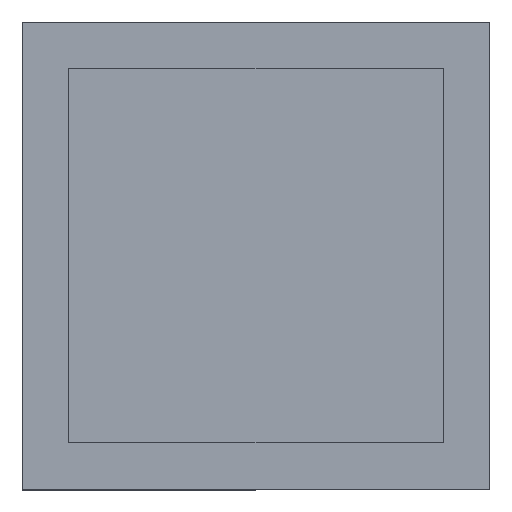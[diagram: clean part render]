
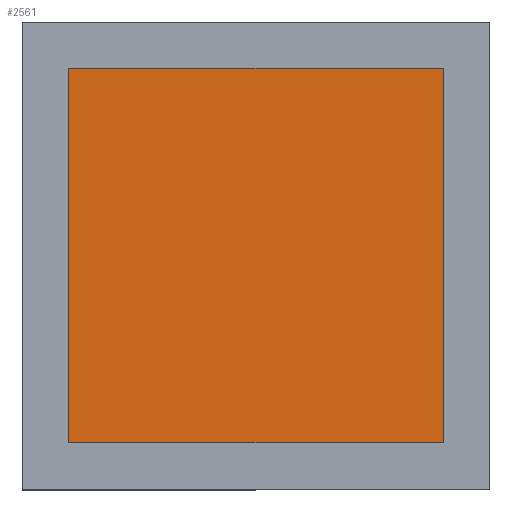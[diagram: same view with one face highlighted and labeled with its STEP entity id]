
A CAD part, top view. The second image highlights one B-rep face of the part: STEP entity #2561.
In plain terms, the highlighted face is planar.
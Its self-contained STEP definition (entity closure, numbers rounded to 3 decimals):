
#109 = PLANE ( 'NONE',  #3259 ) ;
#215 = EDGE_LOOP ( 'NONE', ( #455, #4773, #2889, #4549 ) ) ;
#455 = ORIENTED_EDGE ( 'NONE', *, *, #2072, .F. ) ;
#810 = VECTOR ( 'NONE', #6036, 1000. ) ;
#896 = VERTEX_POINT ( 'NONE', #7436 ) ;
#1294 = EDGE_CURVE ( 'NONE', #5747, #5246, #4628, .T. ) ;
#1358 = CARTESIAN_POINT ( 'NONE',  ( 0., 0., 0. ) ) ;
#1673 = VECTOR ( 'NONE', #3046, 1000. ) ;
#2072 = EDGE_CURVE ( 'NONE', #5246, #6520, #2393, .T. ) ;
#2097 = EDGE_CURVE ( 'NONE', #896, #5747, #5950, .T. ) ;
#2390 = CARTESIAN_POINT ( 'NONE',  ( 0., 0., 0. ) ) ;
#2393 = LINE ( 'NONE', #3549, #1673 ) ;
#2511 = DIRECTION ( 'NONE',  ( 0., -1., 0. ) ) ;
#2561 = ADVANCED_FACE ( 'NONE', ( #4715 ), #109, .T. ) ;
#2889 = ORIENTED_EDGE ( 'NONE', *, *, #2097, .F. ) ;
#2920 = VECTOR ( 'NONE', #3376, 1000. ) ;
#3020 = CARTESIAN_POINT ( 'NONE',  ( -200., -200., 0. ) ) ;
#3046 = DIRECTION ( 'NONE',  ( 0., 1., 0. ) ) ;
#3259 = AXIS2_PLACEMENT_3D ( 'NONE', #2390, #5905, #4788 ) ;
#3376 = DIRECTION ( 'NONE',  ( 1., 0., 0. ) ) ;
#3549 = CARTESIAN_POINT ( 'NONE',  ( 0., 0., 0. ) ) ;
#3650 = CARTESIAN_POINT ( 'NONE',  ( 0., -200., 0. ) ) ;
#4396 = CARTESIAN_POINT ( 'NONE',  ( 0., 0., 0. ) ) ;
#4549 = ORIENTED_EDGE ( 'NONE', *, *, #4899, .F. ) ;
#4628 = LINE ( 'NONE', #6814, #2920 ) ;
#4715 = FACE_OUTER_BOUND ( 'NONE', #215, .T. ) ;
#4773 = ORIENTED_EDGE ( 'NONE', *, *, #1294, .F. ) ;
#4788 = DIRECTION ( 'NONE',  ( -1., 0., 0. ) ) ;
#4899 = EDGE_CURVE ( 'NONE', #6520, #896, #6282, .T. ) ;
#5246 = VERTEX_POINT ( 'NONE', #3650 ) ;
#5747 = VERTEX_POINT ( 'NONE', #3020 ) ;
#5905 = DIRECTION ( 'NONE',  ( 0., 0., -1. ) ) ;
#5950 = LINE ( 'NONE', #6449, #6186 ) ;
#6036 = DIRECTION ( 'NONE',  ( -1., 0., 0. ) ) ;
#6186 = VECTOR ( 'NONE', #2511, 1000. ) ;
#6282 = LINE ( 'NONE', #1358, #810 ) ;
#6449 = CARTESIAN_POINT ( 'NONE',  ( -200., 0., 0. ) ) ;
#6520 = VERTEX_POINT ( 'NONE', #4396 ) ;
#6814 = CARTESIAN_POINT ( 'NONE',  ( 0., -200., 0. ) ) ;
#7436 = CARTESIAN_POINT ( 'NONE',  ( -200., 0., 0. ) ) ;
